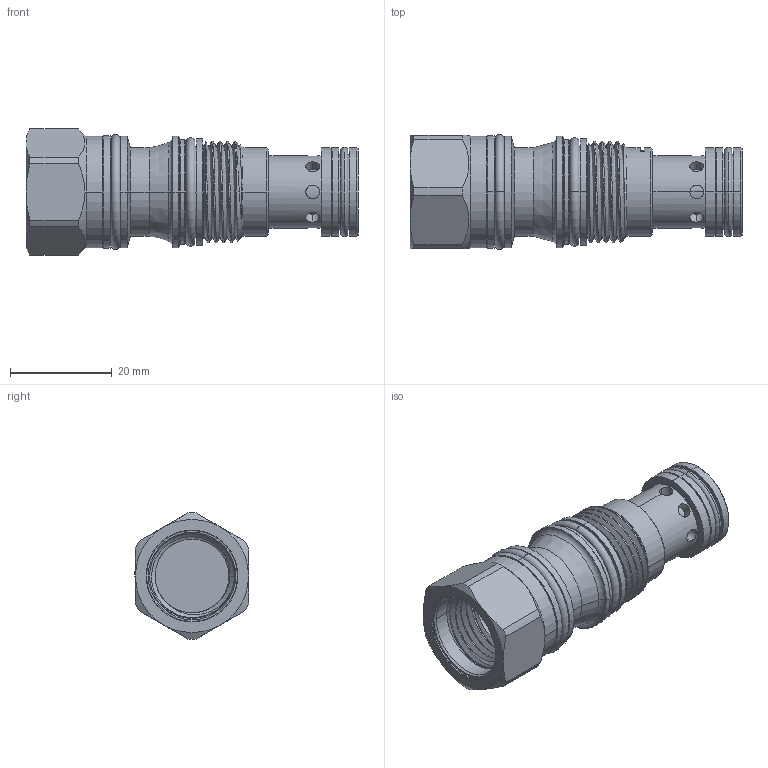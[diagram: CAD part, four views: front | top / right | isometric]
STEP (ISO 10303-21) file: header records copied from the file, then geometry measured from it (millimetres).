
FILE_DESCRIPTION (( 'STEP AP203' ), '1' );
FILE_NAME ('RV11A30-8.STEP', '2016-08-08T06:54:55', ( '' ), ( '' ), 'SwSTEP 2.0', 'SolidWorks 2012', '' );
FILE_SCHEMA (( 'CONFIG_CONTROL_DESIGN' ));
Length unit declared in the file: millimetre
Products named in the file (1): RV11A30-8
Bounding box: 65.2 x 22.55 x 24.79 mm (x, y, z)
Volume: 15877.7 mm3; surface area: 8480.7 mm2
Topology: 4 solids, 4 shells, 186 faces, 430 edges, 270 vertices
Faces by surface type: cylinder 102, cone 34, plane 29, torus 14, bspline 7
Entity records: 9247 total; most frequent: CARTESIAN_POINT 5075, ORIENTED_EDGE 860, DIRECTION 851, EDGE_CURVE 430, AXIS2_PLACEMENT_3D 358, VERTEX_POINT 270, EDGE_LOOP 210, FACE_OUTER_BOUND 186
